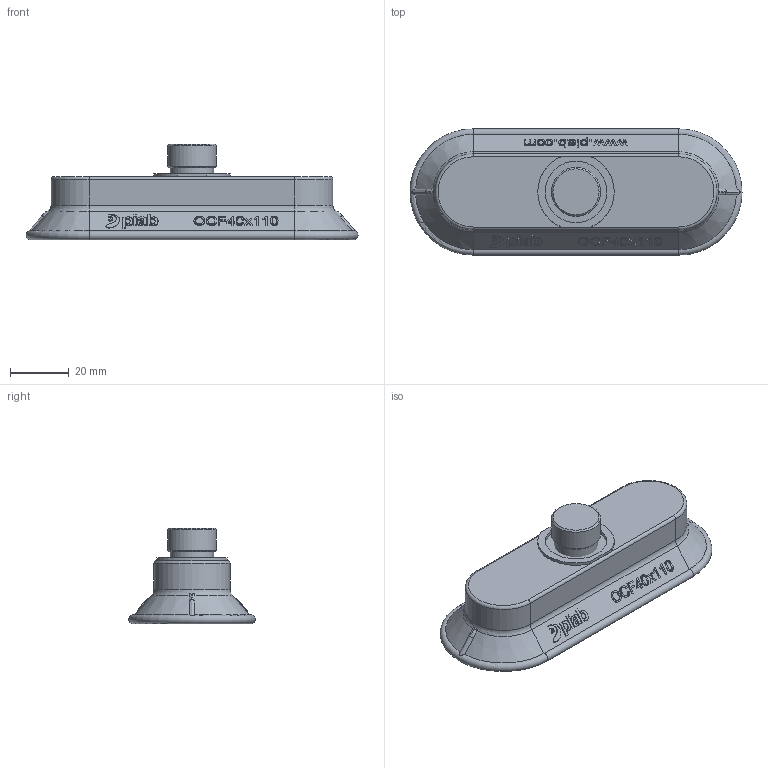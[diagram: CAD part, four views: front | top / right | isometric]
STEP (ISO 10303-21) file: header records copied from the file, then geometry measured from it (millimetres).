
FILE_DESCRIPTION( ( 'Unknown' ), '1' );
FILE_NAME( '0122457.stp', 'Unknown', ( 'Unknown' ), ( 'Unknown' ), 'PSStep 10.0', 'Unknown', ' ' );
FILE_SCHEMA( ( 'automotive_design' ) );
Length unit declared in the file: millimetre
Products named in the file (3): Assem1; Suction Cup OCF40x110; thread shaft 0115130
Bounding box: 112.99 x 43 x 32.5 mm (x, y, z)
Volume: 129682.9 mm3; surface area: 27746.2 mm2
Topology: 4 solids, 4 shells, 744 faces, 1912 edges, 1260 vertices
Faces by surface type: plane 382, cylinder 224, extrusion 96, bspline 16, cone 14, torus 12
Full cylindrical faces by diameter (mm): 14.8 x2, 16.66 x2, 21 x2
Entity records: 16809 total; most frequent: CARTESIAN_POINT 5330, ORIENTED_EDGE 1878, DIRECTION 1522, EDGE_CURVE 939, VERTEX_POINT 629, AXIS2_PLACEMENT_3D 558, EDGE_LOOP 430, VECTOR 406
